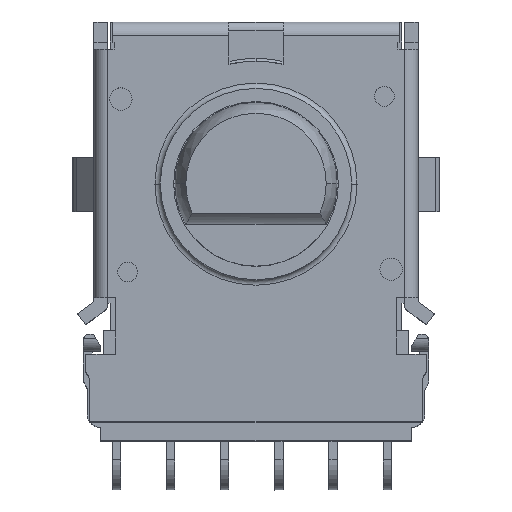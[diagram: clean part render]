
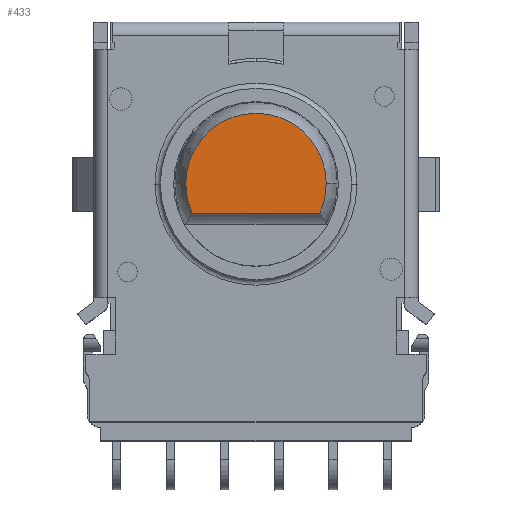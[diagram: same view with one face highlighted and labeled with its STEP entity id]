
A CAD part, top view. The second image highlights one B-rep face of the part: STEP entity #433.
In plain terms, the highlighted face is planar.
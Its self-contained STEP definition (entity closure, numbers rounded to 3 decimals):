
#211 = VERTEX_POINT ( 'NONE', #4243 ) ;
#433 = ADVANCED_FACE ( 'NONE', ( #3911 ), #17287, .T. ) ;
#832 = ORIENTED_EDGE ( 'NONE', *, *, #1489, .F. ) ;
#833 = ORIENTED_EDGE ( 'NONE', *, *, #18597, .T. ) ;
#834 = ORIENTED_EDGE ( 'NONE', *, *, #18586, .T. ) ;
#835 = ORIENTED_EDGE ( 'NONE', *, *, #1479, .T. ) ;
#1479 = EDGE_CURVE ( 'NONE', #15002, #4661, #6656, .T. ) ;
#1489 = EDGE_CURVE ( 'NONE', #211, #4661, #6663, .T. ) ;
#2336 = AXIS2_PLACEMENT_3D ( 'NONE', #16919, #16443, #16725 ) ;
#3911 = FACE_OUTER_BOUND ( 'NONE', #18351, .T. ) ;
#4243 = CARTESIAN_POINT ( 'NONE',  ( -2.355, -1.098, -13.8 ) ) ;
#4472 = VERTEX_POINT ( 'NONE', #5968 ) ;
#4661 = VERTEX_POINT ( 'NONE', #6058 ) ;
#5591 = CARTESIAN_POINT ( 'NONE',  ( 0., 0., -13.8 ) ) ;
#5592 = DIRECTION ( 'NONE',  ( 0., 0., -1. ) ) ;
#5593 = DIRECTION ( 'NONE',  ( 0., 1., 0. ) ) ;
#5615 = CARTESIAN_POINT ( 'NONE',  ( -5.2, -1.098, -13.8 ) ) ;
#5618 = DIRECTION ( 'NONE',  ( 1., 0., 0. ) ) ;
#5968 = CARTESIAN_POINT ( 'NONE',  ( -2.598, 0., -13.8 ) ) ;
#6058 = CARTESIAN_POINT ( 'NONE',  ( 2.355, -1.098, -13.8 ) ) ;
#6203 = CARTESIAN_POINT ( 'NONE',  ( 2.598, 0., -13.8 ) ) ;
#6656 = CIRCLE ( 'NONE', #7250, 2.598 ) ;
#6663 = LINE ( 'NONE', #5615, #6670 ) ;
#6670 = VECTOR ( 'NONE', #5618, 1000. ) ;
#6900 = CIRCLE ( 'NONE', #7285, 2.598 ) ;
#6917 = CIRCLE ( 'NONE', #7291, 2.598 ) ;
#7250 = AXIS2_PLACEMENT_3D ( 'NONE', #5591, #5592, #5593 ) ;
#7285 = AXIS2_PLACEMENT_3D ( 'NONE', #8509, #8511, #8512 ) ;
#7291 = AXIS2_PLACEMENT_3D ( 'NONE', #8550, #8551, #8552 ) ;
#8509 = CARTESIAN_POINT ( 'NONE',  ( 0., 0., -13.8 ) ) ;
#8511 = DIRECTION ( 'NONE',  ( 0., 0., -1. ) ) ;
#8512 = DIRECTION ( 'NONE',  ( 0., 1., 0. ) ) ;
#8550 = CARTESIAN_POINT ( 'NONE',  ( 0., 0., -13.8 ) ) ;
#8551 = DIRECTION ( 'NONE',  ( 0., 0., -1. ) ) ;
#8552 = DIRECTION ( 'NONE',  ( 0., 1., 0. ) ) ;
#15002 = VERTEX_POINT ( 'NONE', #6203 ) ;
#16443 = DIRECTION ( 'NONE',  ( 0., 0., -1. ) ) ;
#16725 = DIRECTION ( 'NONE',  ( 0., 1., 0. ) ) ;
#16919 = CARTESIAN_POINT ( 'NONE',  ( 0., 0., -13.8 ) ) ;
#17287 = PLANE ( 'NONE',  #2336 ) ;
#18351 = EDGE_LOOP ( 'NONE', ( #832, #833, #834, #835 ) ) ;
#18586 = EDGE_CURVE ( 'NONE', #4472, #15002, #6900, .T. ) ;
#18597 = EDGE_CURVE ( 'NONE', #211, #4472, #6917, .T. ) ;
